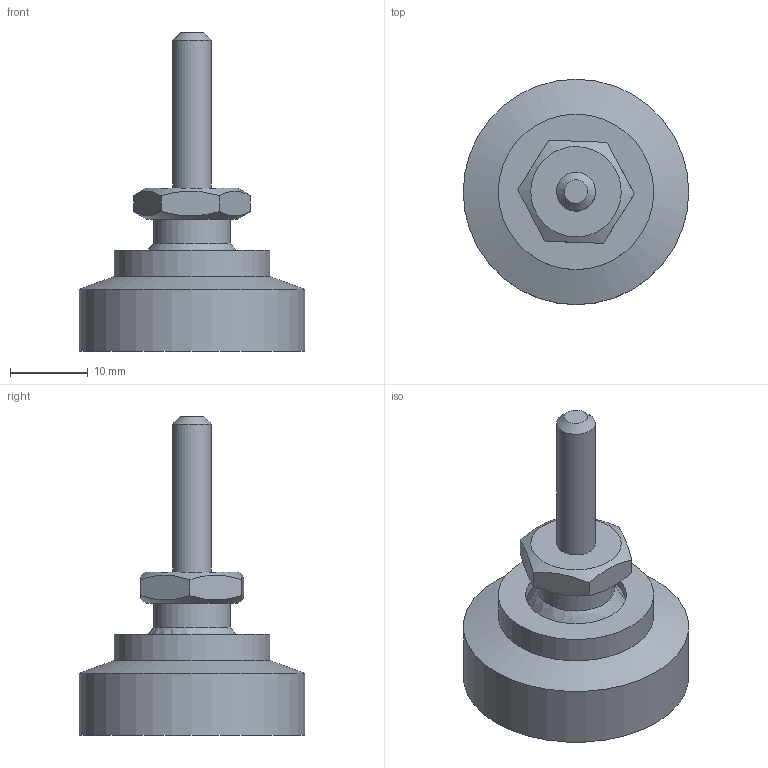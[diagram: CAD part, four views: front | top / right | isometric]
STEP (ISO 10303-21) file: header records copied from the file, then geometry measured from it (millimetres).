
FILE_DESCRIPTION(/* description */ ('GK Stellf. POM schwarz 29'),/* implementation_level */ '2;1');
FILE_NAME(/* name */ 'SF0205S.stp',/* time_stamp */ '2015-12-22T13:11:43+01:00',/* author */ ('Marina Kaa'),/* organization */ (''),/* preprocessor_version */ 'ST-DEVELOPER v15.6',/* originating_system */ 'Autodesk Inventor 2015',/* authorisation */ '');
FILE_SCHEMA (('AUTOMOTIVE_DESIGN { 1 0 10303 214 3 1 1 }'));
Length unit declared in the file: millimetre
Products named in the file (3): ME9602000_A; ME14050390175_A; SF0205S_A
Bounding box: 29 x 29 x 41.02 mm (x, y, z)
Volume: 8358.7 mm3; surface area: 3907.2 mm2
Topology: 2 solids, 2 shells, 22 faces, 47 edges, 30 vertices
Faces by surface type: plane 11, cylinder 5, cone 4, sphere 2
Full cylindrical faces by diameter (mm): 5 x1, 9.9 x1, 12.95 x1, 20 x1, 29 x1
Entity records: 552 total; most frequent: CARTESIAN_POINT 107, DIRECTION 86, ORIENTED_EDGE 62, AXIS2_PLACEMENT_3D 40, EDGE_LOOP 34, EDGE_CURVE 31, VERTEX_POINT 25, ADVANCED_FACE 22
